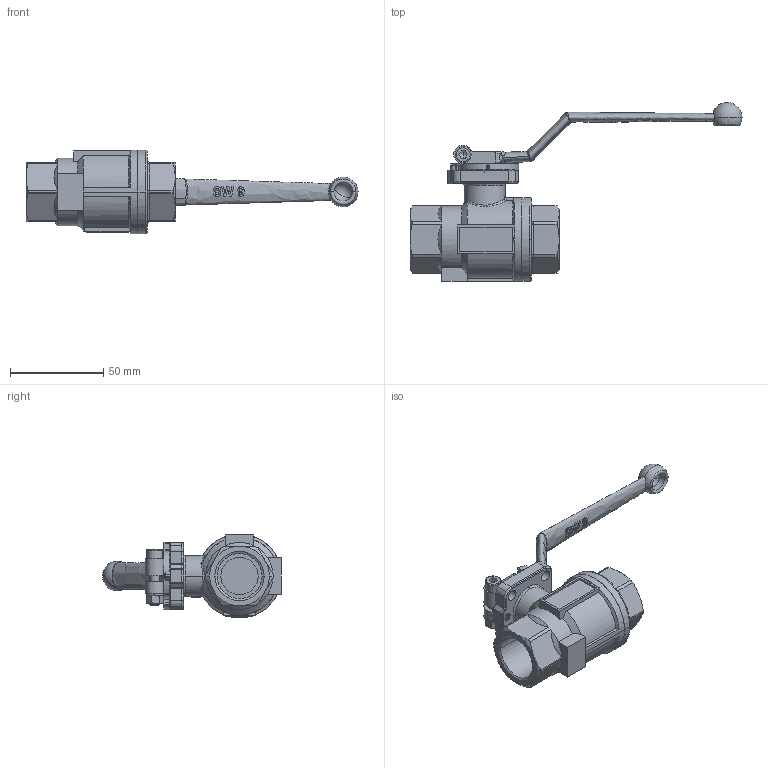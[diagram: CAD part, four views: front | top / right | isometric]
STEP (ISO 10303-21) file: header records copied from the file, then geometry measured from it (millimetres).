
FILE_DESCRIPTION(('STEP AP214'),'1');
FILE_NAME('valve_87s-dn-100-3_4.stp','2018-05-16T15:27:50',('TraceParts'),('TraceParts S.A.'),'Spatial InterOp 3D',' ',' ');
FILE_SCHEMA(('automotive_design'));
Length unit declared in the file: millimetre
Products named in the file (9): valve_87s-dn-100-3_4_1; valve_87s-dn-100-3_4_2; valve_87s-dn-100-3_4_3; valve_87s-dn-100-3_4_4; valve_87s-dn-100-3_4_5; valve_87s-dn-100-3_4_6; valve_87s-dn-100-3_4_7; valve_87s-dn-100-3_4_8; valve_87s-dn-100-3_4_9
Bounding box: 178 x 95.95 x 45 mm (x, y, z)
Volume: 103209.7 mm3; surface area: 36752.9 mm2
Topology: 9 solids, 9 shells, 664 faces, 1735 edges, 1117 vertices
Faces by surface type: plane 290, cylinder 165, bspline 108, cone 59, torus 32, sphere 10
Entity records: 29596 total; most frequent: CARTESIAN_POINT 8504, ORIENTED_EDGE 3442, DIRECTION 2953, EDGE_CURVE 1721, VERTEX_POINT 1117, AXIS2_PLACEMENT_3D 1041, LINE 871, VECTOR 871
